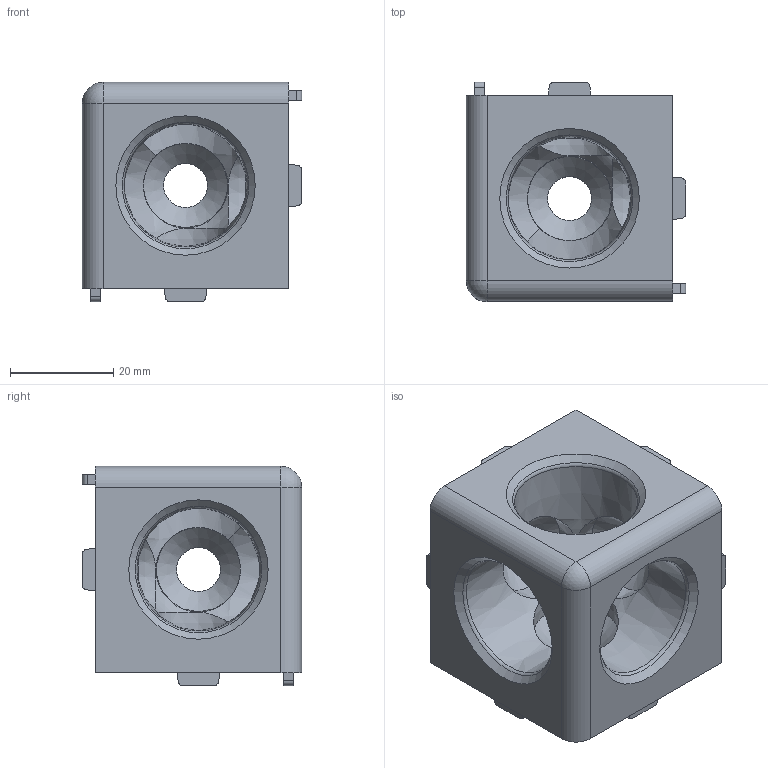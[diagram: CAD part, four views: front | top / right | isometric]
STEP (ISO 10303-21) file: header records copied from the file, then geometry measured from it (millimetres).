
FILE_DESCRIPTION(/* description */ (''),/* implementation_level */ '2;1');
FILE_NAME(/* name */ '111183.stp',/* time_stamp */ '2023-02-02T12:19:52+01:00',/* author */ ('aluteckkpl_am'),/* organization */ (''),/* preprocessor_version */ 'ST-DEVELOPER v18.1',/* originating_system */ 'Autodesk Inventor 2021',/* authorisation */ '');
FILE_SCHEMA (('CONFIG_CONTROL_DESIGN'));
Length unit declared in the file: millimetre
Products named in the file (1): 111183
Bounding box: 42.5 x 42.5 x 42.5 mm (x, y, z)
Volume: 34884.6 mm3; surface area: 12393.4 mm2
Topology: 1 solids, 1 shells, 123 faces, 334 edges, 206 vertices
Faces by surface type: plane 52, cylinder 42, sphere 14, cone 12, torus 3
Full cylindrical faces by diameter (mm): 8.5 x3
Entity records: 3963 total; most frequent: CARTESIAN_POINT 753, DIRECTION 694, ORIENTED_EDGE 650, EDGE_CURVE 325, AXIS2_PLACEMENT_3D 254, VERTEX_POINT 206, LINE 186, VECTOR 186
